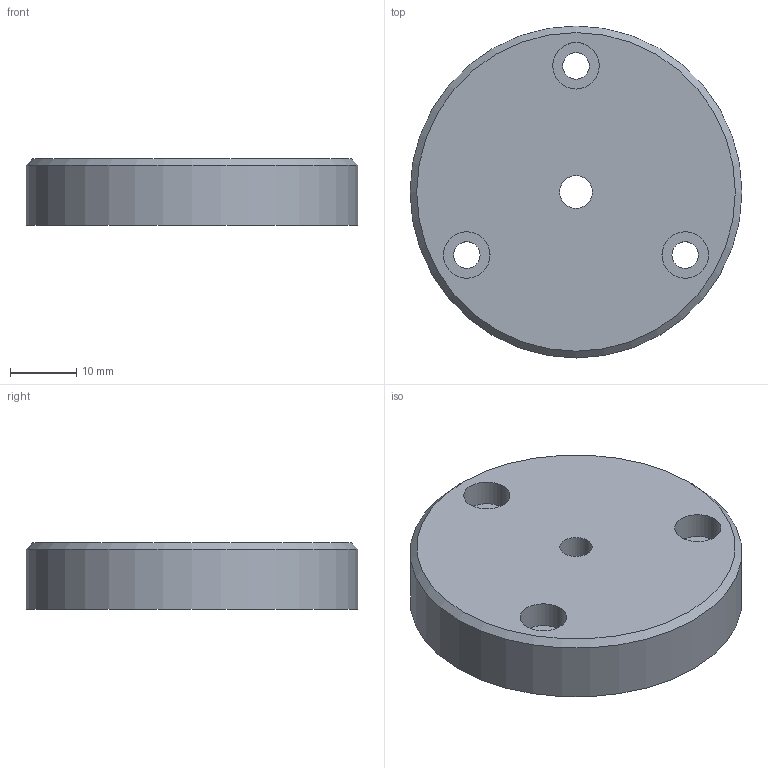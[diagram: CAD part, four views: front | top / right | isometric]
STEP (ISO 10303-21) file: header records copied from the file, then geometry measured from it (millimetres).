
FILE_DESCRIPTION(/* description */ (''),/* implementation_level */ '2;1');
FILE_NAME(/* name */ 'M-060-Adapter.stp',/* time_stamp */ '2019-01-28T14:37:05+01:00',/* author */ ('voigt'),/* organization */ (''),/* preprocessor_version */ 'ST-DEVELOPER v16.1',/* originating_system */ 'Autodesk Inventor 2016',/* authorisation */ '');
FILE_SCHEMA (('AUTOMOTIVE_DESIGN { 1 0 10303 214 3 1 1 }'));
Length unit declared in the file: millimetre
Products named in the file (1): M-060-Adapter
Bounding box: 50 x 50 x 10 mm (x, y, z)
Volume: 18679.6 mm3; surface area: 5935.7 mm2
Topology: 1 solids, 1 shells, 14 faces, 27 edges, 18 vertices
Faces by surface type: cylinder 8, plane 5, cone 1
Full cylindrical faces by diameter (mm): 4 x3, 4.917 x1, 7 x3, 50 x1
Entity records: 354 total; most frequent: DIRECTION 64, CARTESIAN_POINT 49, EDGE_LOOP 34, ORIENTED_EDGE 34, AXIS2_PLACEMENT_3D 32, FACE_BOUND 20, CIRCLE 17, VERTEX_POINT 17
